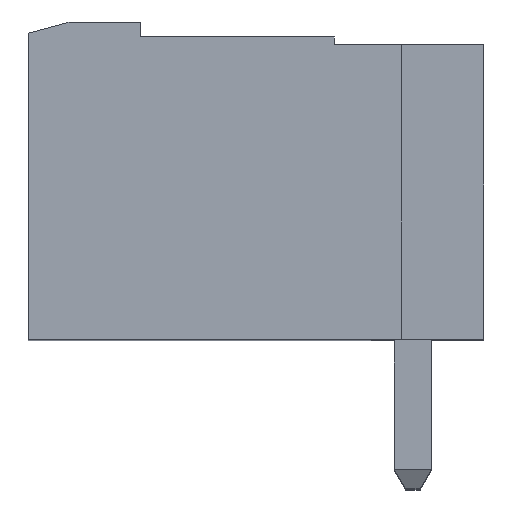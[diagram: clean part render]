
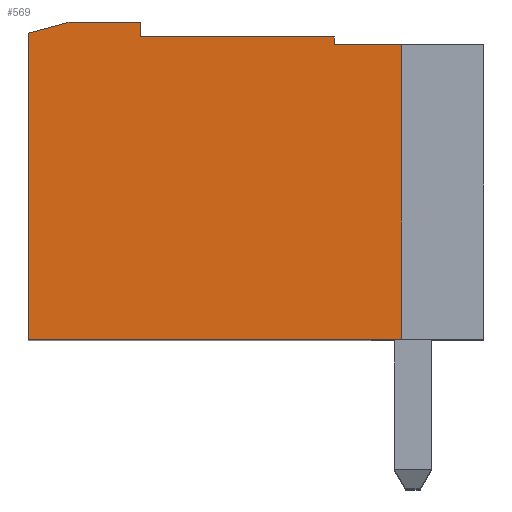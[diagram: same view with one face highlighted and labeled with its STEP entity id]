
A CAD part, top view. The second image highlights one B-rep face of the part: STEP entity #569.
In plain terms, the highlighted planar face has unit normal (0, 0, 1).
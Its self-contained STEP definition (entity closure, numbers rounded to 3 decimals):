
#569 = ADVANCED_FACE( '', ( #1215 ), #1216, .T. );
#1215 = FACE_OUTER_BOUND( '', #1929, .T. );
#1216 = PLANE( '', #1930 );
#1929 = EDGE_LOOP( '', ( #3624, #3625, #3626, #3627, #3628, #3629, #3630, #3631, #3632 ) );
#1930 = AXIS2_PLACEMENT_3D( '', #3633, #3634, #3635 );
#3624 = ORIENTED_EDGE( '', *, *, #4598, .F. );
#3625 = ORIENTED_EDGE( '', *, *, #4923, .F. );
#3626 = ORIENTED_EDGE( '', *, *, #4943, .F. );
#3627 = ORIENTED_EDGE( '', *, *, #4800, .F. );
#3628 = ORIENTED_EDGE( '', *, *, #4956, .F. );
#3629 = ORIENTED_EDGE( '', *, *, #4354, .F. );
#3630 = ORIENTED_EDGE( '', *, *, #4796, .F. );
#3631 = ORIENTED_EDGE( '', *, *, #4888, .F. );
#3632 = ORIENTED_EDGE( '', *, *, #4782, .F. );
#3633 = CARTESIAN_POINT( '', ( 204.225, 204.11, 21.32 ) );
#3634 = DIRECTION( '', ( 0., 0., 1. ) );
#3635 = DIRECTION( '', ( 0., 1., 0. ) );
#4354 = EDGE_CURVE( '', #5254, #5249, #5256, .T. );
#4598 = EDGE_CURVE( '', #5671, #5624, #5673, .T. );
#4782 = EDGE_CURVE( '', #5624, #5925, #5938, .T. );
#4796 = EDGE_CURVE( '', #5957, #5254, #5959, .T. );
#4800 = EDGE_CURVE( '', #5963, #5961, #5965, .T. );
#4888 = EDGE_CURVE( '', #5925, #5957, #6074, .T. );
#4923 = EDGE_CURVE( '', #6114, #5671, #6115, .T. );
#4943 = EDGE_CURVE( '', #5961, #6114, #6140, .T. );
#4956 = EDGE_CURVE( '', #5249, #5963, #6154, .T. );
#5249 = VERTEX_POINT( '', #6530 );
#5254 = VERTEX_POINT( '', #6537 );
#5256 = LINE( '', #6540, #6541 );
#5624 = VERTEX_POINT( '', #7086 );
#5671 = VERTEX_POINT( '', #7159 );
#5673 = LINE( '', #7162, #7163 );
#5925 = VERTEX_POINT( '', #7540 );
#5938 = LINE( '', #7561, #7562 );
#5957 = VERTEX_POINT( '', #7591 );
#5959 = LINE( '', #7594, #7595 );
#5961 = VERTEX_POINT( '', #7597 );
#5963 = VERTEX_POINT( '', #7600 );
#5965 = LINE( '', #7603, #7604 );
#6074 = LINE( '', #7768, #7769 );
#6114 = VERTEX_POINT( '', #7832 );
#6115 = LINE( '', #7833, #7834 );
#6140 = LINE( '', #7870, #7871 );
#6154 = LINE( '', #7893, #7894 );
#6530 = CARTESIAN_POINT( '', ( 197.225, 204.31, 21.32 ) );
#6537 = CARTESIAN_POINT( '', ( 197.225, 204.71, 21.32 ) );
#6540 = CARTESIAN_POINT( '', ( 197.225, 204.31, 21.32 ) );
#6541 = VECTOR( '', #8154, 1000. );
#7086 = CARTESIAN_POINT( '', ( 194.225, 196.21, 21.32 ) );
#7159 = CARTESIAN_POINT( '', ( 204.225, 196.21, 21.32 ) );
#7162 = CARTESIAN_POINT( '', ( 194.225, 196.21, 21.32 ) );
#7163 = VECTOR( '', #8365, 1000. );
#7540 = CARTESIAN_POINT( '', ( 194.225, 204.41, 21.32 ) );
#7561 = CARTESIAN_POINT( '', ( 194.225, 204.41, 21.32 ) );
#7562 = VECTOR( '', #8526, 1000. );
#7591 = CARTESIAN_POINT( '', ( 195.345, 204.71, 21.32 ) );
#7594 = CARTESIAN_POINT( '', ( 197.225, 204.71, 21.32 ) );
#7595 = VECTOR( '', #8538, 1000. );
#7597 = CARTESIAN_POINT( '', ( 202.425, 204.11, 21.32 ) );
#7600 = CARTESIAN_POINT( '', ( 202.425, 204.31, 21.32 ) );
#7603 = CARTESIAN_POINT( '', ( 202.425, 204.11, 21.32 ) );
#7604 = VECTOR( '', #8541, 1000. );
#7768 = CARTESIAN_POINT( '', ( 195.345, 204.71, 21.32 ) );
#7769 = VECTOR( '', #8606, 1000. );
#7832 = CARTESIAN_POINT( '', ( 204.225, 204.11, 21.32 ) );
#7833 = CARTESIAN_POINT( '', ( 204.225, 196.21, 21.32 ) );
#7834 = VECTOR( '', #8624, 1000. );
#7870 = CARTESIAN_POINT( '', ( 204.225, 204.11, 21.32 ) );
#7871 = VECTOR( '', #8645, 1000. );
#7893 = CARTESIAN_POINT( '', ( 202.425, 204.31, 21.32 ) );
#7894 = VECTOR( '', #8654, 1000. );
#8154 = DIRECTION( '', ( 0., -1., 0. ) );
#8365 = DIRECTION( '', ( -1., 0., 0. ) );
#8526 = DIRECTION( '', ( 0., 1., 0. ) );
#8538 = DIRECTION( '', ( 1., 0., 0. ) );
#8541 = DIRECTION( '', ( 0., -1., 0. ) );
#8606 = DIRECTION( '', ( 0.966, 0.259, 0. ) );
#8624 = DIRECTION( '', ( 0., -1., 0. ) );
#8645 = DIRECTION( '', ( 1., 0., 0. ) );
#8654 = DIRECTION( '', ( 1., 0., 0. ) );
